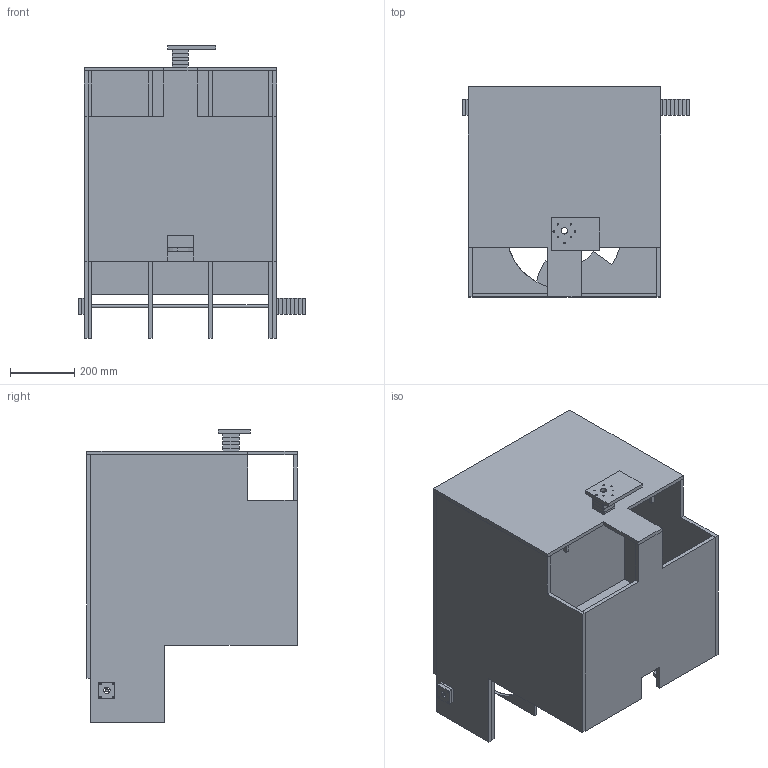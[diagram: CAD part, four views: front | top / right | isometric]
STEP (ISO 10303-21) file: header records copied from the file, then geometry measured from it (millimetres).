
FILE_DESCRIPTION(/* description */ (''),/* implementation_level */ '2;1');
FILE_NAME(/* name */ 'Ball Aufnehmer und Speicher.stp',/* time_stamp */ '2017-11-04T15:05:30-08:00',/* author */ ('6417r'),/* organization */ (''),/* preprocessor_version */ 'ST-DEVELOPER v16.13',/* originating_system */ 'Autodesk Inventor 2018',/* authorisation */ '');
FILE_SCHEMA (('AUTOMOTIVE_DESIGN { 1 0 10303 214 3 1 1 }'));
Length unit declared in the file: millimetre
Products named in the file (18): Ball Aufnehmer und Speicher; Seitenwand Ball Speicher Breit; Sortierer Ball Speicher; Sortierer Deckel Ball Speicher; Seitenwand 1 Ball Aufnehmer; Seitenwand Ball speicher Lang; Seitenwand Ball speicher Lang_1; Frontwand 1 Ballaufnehmer; Seitenwand Ball Speicher Werfer; Ball Speicher Deckel; Welle Werfer; Kugellager Halterung2.1; Kugellager Halterung 1.1; Kugellager Halterung; Wiper Halterung; Kugellager Halterung 2; Seitenwand 2 Ball Aufnehmer; Kugellager Halterung 2_1
Assembly tree (33 placements, depth 2):
  Ball Aufnehmer und Speicher
    Seitenwand Ball Speicher Breit
    Sortierer Ball Speicher
    Sortierer Deckel Ball Speicher
    Seitenwand 1 Ball Aufnehmer  x4
    Seitenwand 2 Ball Aufnehmer  x4
    Seitenwand Ball speicher Lang
    Seitenwand Ball speicher Lang_1
    Frontwand 1 Ballaufnehmer
    Seitenwand Ball Speicher Werfer
    Ball Speicher Deckel
    Welle Werfer
    Kugellager Halterung 1.1  x2
    Kugellager Halterung  x5
    Kugellager Halterung2.1
    Wiper Halterung
    Kugellager Halterung 2
    Kugellager Halterung 2_1  x6
Bounding box: 707 x 652 x 909 mm (x, y, z)
Volume: 34227761.1 mm3; surface area: 6247033.7 mm2
Topology: 33 solids, 33 shells, 355 faces, 861 edges, 574 vertices
Faces by surface type: plane 222, cylinder 133
Full cylindrical faces by diameter (mm): 4.2 x76, 5.2 x3, 8 x2, 10 x1, 20 x10, 22 x3, 30 x6
Entity records: 6259 total; most frequent: DIRECTION 1013, CARTESIAN_POINT 948, ORIENTED_EDGE 810, EDGE_CURVE 405, AXIS2_PLACEMENT_3D 369, EDGE_LOOP 339, VERTEX_POINT 304, LINE 275
